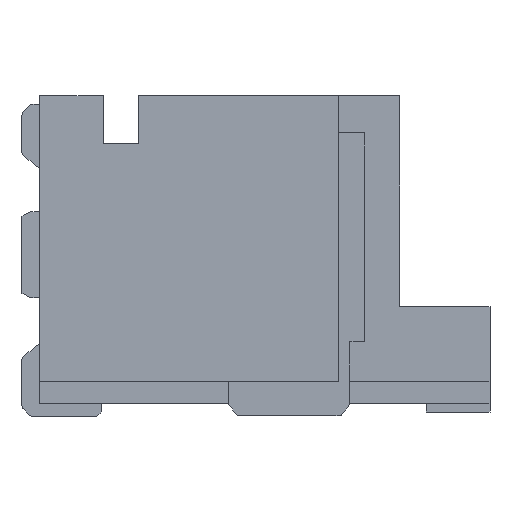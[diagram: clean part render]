
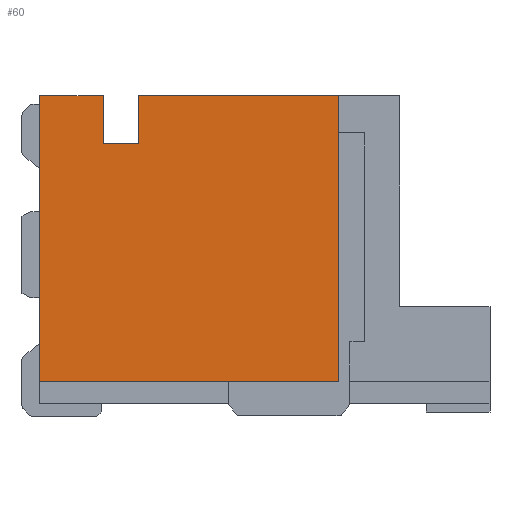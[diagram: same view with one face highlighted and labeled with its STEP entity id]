
A CAD part, left-side view. The second image highlights one B-rep face of the part: STEP entity #60.
In plain terms, the highlighted planar face has unit normal (-1, 0, 0).
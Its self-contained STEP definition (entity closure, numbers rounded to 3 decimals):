
#60=ADVANCED_FACE('',(#264),#265,.F.);
#264=FACE_OUTER_BOUND('',#648,.T.);
#265=PLANE('',#649);
#648=EDGE_LOOP('',(#1240,#1241,#1242,#1243,#1244,#1245,#1246,#1247));
#649=AXIS2_PLACEMENT_3D('',#1248,#1249,#1250);
#1240=ORIENTED_EDGE('',*,*,#2789,.F.);
#1241=ORIENTED_EDGE('',*,*,#2790,.T.);
#1242=ORIENTED_EDGE('',*,*,#2791,.F.);
#1243=ORIENTED_EDGE('',*,*,#2792,.F.);
#1244=ORIENTED_EDGE('',*,*,#2767,.F.);
#1245=ORIENTED_EDGE('',*,*,#2793,.F.);
#1246=ORIENTED_EDGE('',*,*,#2794,.F.);
#1247=ORIENTED_EDGE('',*,*,#2672,.F.);
#1248=CARTESIAN_POINT('',(-6.05,0.0,0.0));
#1249=DIRECTION('',(1.0,0.0,0.0));
#1250=DIRECTION('',(0.0,1.0,0.0));
#2672=EDGE_CURVE('',#3202,#3204,#3205,.T.);
#2767=EDGE_CURVE('',#3384,#3386,#3387,.T.);
#2789=EDGE_CURVE('',#3424,#3202,#3425,.T.);
#2790=EDGE_CURVE('',#3424,#3426,#3427,.T.);
#2791=EDGE_CURVE('',#3428,#3426,#3429,.T.);
#2792=EDGE_CURVE('',#3386,#3428,#3430,.T.);
#2793=EDGE_CURVE('',#3431,#3384,#3432,.T.);
#2794=EDGE_CURVE('',#3204,#3431,#3433,.T.);
#3202=VERTEX_POINT('',#4071);
#3204=VERTEX_POINT('',#4074);
#3205=LINE('',#4075,#4076);
#3384=VERTEX_POINT('',#4348);
#3386=VERTEX_POINT('',#4351);
#3387=LINE('',#4352,#4353);
#3424=VERTEX_POINT('',#4411);
#3425=LINE('',#4412,#4413);
#3426=VERTEX_POINT('',#4414);
#3427=LINE('',#4415,#4416);
#3428=VERTEX_POINT('',#4417);
#3429=LINE('',#4418,#4419);
#3430=LINE('',#4420,#4421);
#3431=VERTEX_POINT('',#4422);
#3432=LINE('',#4423,#4424);
#3433=LINE('',#4425,#4426);
#4071=CARTESIAN_POINT('',(-6.05,12.4,0.28));
#4074=CARTESIAN_POINT('',(-6.05,12.4,6.78));
#4075=CARTESIAN_POINT('',(-6.05,12.4,-0.22));
#4076=VECTOR('',#5408,1.0);
#4348=CARTESIAN_POINT('',(-6.05,10.95,5.68));
#4351=CARTESIAN_POINT('',(-6.05,10.15,5.68));
#4352=CARTESIAN_POINT('',(-6.05,10.95,5.68));
#4353=VECTOR('',#5503,1.0);
#4411=CARTESIAN_POINT('',(-6.05,5.6,0.28));
#4412=CARTESIAN_POINT('',(-6.05,2.15,0.28));
#4413=VECTOR('',#5525,1.0);
#4414=CARTESIAN_POINT('',(-6.05,5.6,6.78));
#4415=CARTESIAN_POINT('',(-6.05,5.6,-62.52));
#4416=VECTOR('',#5526,1.0);
#4417=CARTESIAN_POINT('',(-6.05,10.15,6.78));
#4418=CARTESIAN_POINT('',(-6.05,10.15,6.78));
#4419=VECTOR('',#5527,1.0);
#4420=CARTESIAN_POINT('',(-6.05,10.15,5.68));
#4421=VECTOR('',#5528,1.0);
#4422=CARTESIAN_POINT('',(-6.05,10.95,6.78));
#4423=CARTESIAN_POINT('',(-6.05,10.95,6.78));
#4424=VECTOR('',#5529,1.0);
#4425=CARTESIAN_POINT('',(-6.05,12.4,6.78));
#4426=VECTOR('',#5530,1.0);
#5408=DIRECTION('',(0.0,0.0,1.0));
#5503=DIRECTION('',(0.0,-1.0,0.0));
#5525=DIRECTION('',(0.0,1.0,0.0));
#5526=DIRECTION('',(0.0,0.0,1.0));
#5527=DIRECTION('',(0.0,-1.0,0.));
#5528=DIRECTION('',(0.0,0.0,1.0));
#5529=DIRECTION('',(0.0,0.0,-1.0));
#5530=DIRECTION('',(0.0,-1.0,0.0));
